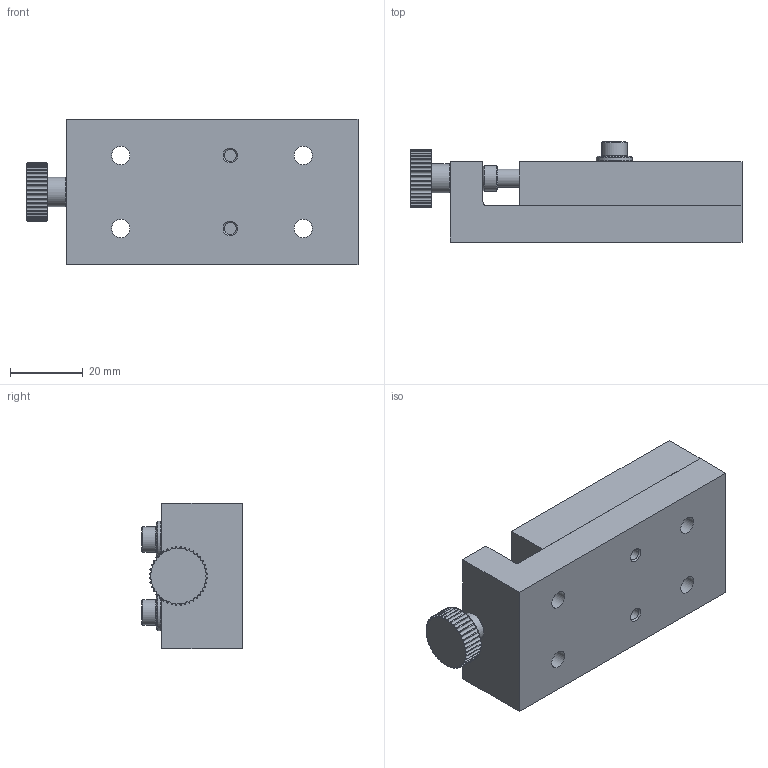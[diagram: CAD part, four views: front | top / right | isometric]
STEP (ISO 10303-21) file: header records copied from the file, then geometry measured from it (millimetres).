
FILE_DESCRIPTION (( 'STEP AP203' ), '1' );
FILE_NAME ('528989.STEP', '2024-11-12T01:35:47', ( 'Windows User' ), ( 'P R C' ), 'SwSTEP 2.0', 'SolidWorks 2020', '' );
FILE_SCHEMA (( 'CONFIG_CONTROL_DESIGN' ));
Length unit declared in the file: millimetre
Products named in the file (1): 528989
Bounding box: 91 x 27.5 x 40 mm (x, y, z)
Volume: 61649.1 mm3; surface area: 24251.5 mm2
Topology: 5 solids, 5 shells, 365 faces, 1013 edges, 673 vertices
Faces by surface type: cone 147, cylinder 114, plane 64, torus 40
Full cylindrical faces by diameter (mm): 3.242 x6, 4 x2, 4.134 x1, 4.501 x1, 5 x4, 5.001 x1, 5.5 x1, 7 x2, 7.001 x1, 7.5 x6, 8.001 x1, 10 x2
Entity records: 11900 total; most frequent: CARTESIAN_POINT 2997, ORIENTED_EDGE 1876, DIRECTION 1765, EDGE_CURVE 938, AXIS2_PLACEMENT_3D 781, VERTEX_POINT 653, EDGE_LOOP 465, CIRCLE 415
